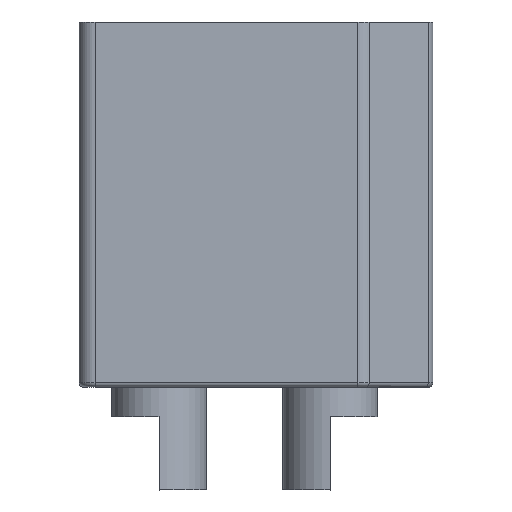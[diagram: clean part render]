
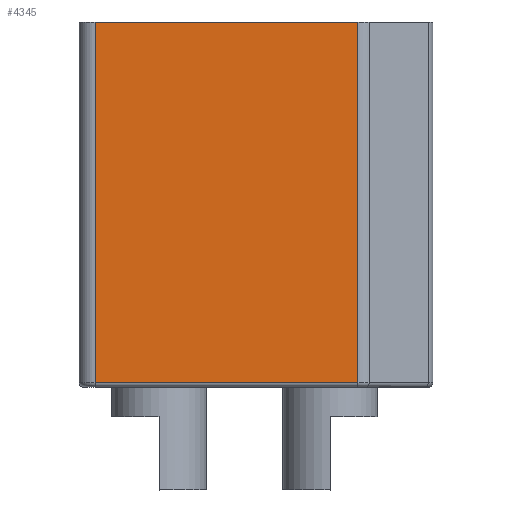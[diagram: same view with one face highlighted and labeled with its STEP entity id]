
A CAD part, top view. The second image highlights one B-rep face of the part: STEP entity #4345.
In plain terms, the highlighted planar face has unit normal (0, 0, 1).
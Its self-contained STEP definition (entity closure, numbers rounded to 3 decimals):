
#325=PLANE('',#4677);
#393=LINE('',#6363,#625);
#416=LINE('',#6452,#648);
#419=LINE('',#6459,#651);
#420=LINE('',#6462,#652);
#625=VECTOR('',#5145,11.51);
#648=VECTOR('',#5248,15.8);
#651=VECTOR('',#5255,15.8);
#652=VECTOR('',#5260,11.51);
#971=FACE_OUTER_BOUND('',#1267,.T.);
#1267=EDGE_LOOP('',(#3023,#3024,#3025,#3026));
#1830=VERTEX_POINT('',#6355);
#1832=VERTEX_POINT('',#6361);
#1858=VERTEX_POINT('',#6450);
#1860=VERTEX_POINT('',#6458);
#2246=EDGE_CURVE('',#1832,#1830,#393,.T.);
#2291=EDGE_CURVE('',#1858,#1832,#416,.T.);
#2294=EDGE_CURVE('',#1830,#1860,#419,.T.);
#2296=EDGE_CURVE('',#1860,#1858,#420,.T.);
#3023=ORIENTED_EDGE('',*,*,#2246,.F.);
#3024=ORIENTED_EDGE('',*,*,#2291,.F.);
#3025=ORIENTED_EDGE('',*,*,#2296,.F.);
#3026=ORIENTED_EDGE('',*,*,#2294,.F.);
#4345=ADVANCED_FACE('',(#971),#325,.T.);
#4677=AXIS2_PLACEMENT_3D('',#6461,#5258,#5259);
#5145=DIRECTION('',(-1.,0.,0.));
#5248=DIRECTION('',(0.,-1.,0.));
#5255=DIRECTION('',(0.,1.,0.));
#5258=DIRECTION('center_axis',(0.,0.,1.));
#5259=DIRECTION('ref_axis',(1.,0.,0.));
#5260=DIRECTION('',(1.,0.,0.));
#6355=CARTESIAN_POINT('',(-14.8,0.2,7.9));
#6361=CARTESIAN_POINT('',(-3.29,0.2,7.9));
#6363=CARTESIAN_POINT('',(-11.625,0.2,7.9));
#6450=CARTESIAN_POINT('',(-3.29,16.,7.9));
#6452=CARTESIAN_POINT('',(-3.29,0.,7.9));
#6458=CARTESIAN_POINT('',(-14.8,16.,7.9));
#6459=CARTESIAN_POINT('',(-14.8,0.,7.9));
#6461=CARTESIAN_POINT('Origin',(-15.5,0.,7.9));
#6462=CARTESIAN_POINT('',(-15.5,16.,7.9));
